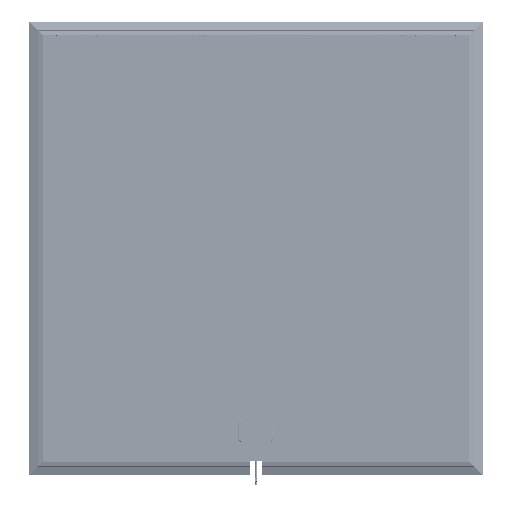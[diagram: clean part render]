
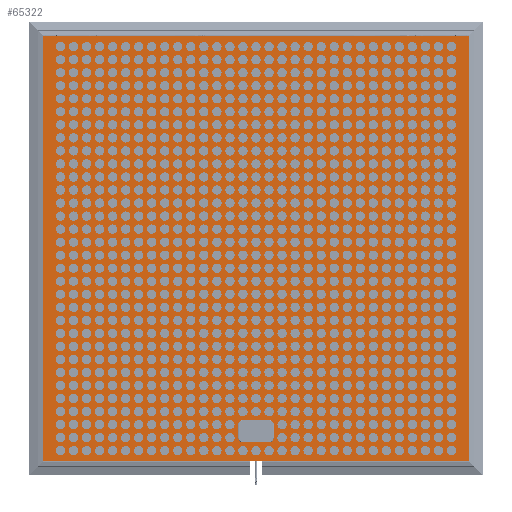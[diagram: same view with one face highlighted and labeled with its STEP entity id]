
A CAD part, front view. The second image highlights one B-rep face of the part: STEP entity #65322.
In plain terms, the highlighted planar face has unit normal (0, -1, 0).
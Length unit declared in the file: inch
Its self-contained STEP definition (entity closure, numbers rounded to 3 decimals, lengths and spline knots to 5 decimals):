
#327 = DIRECTION ( 'NONE',  ( 0., 0., 1. ) ) ;
#513 = ORIENTED_EDGE ( 'NONE', *, *, #14561, .F. ) ;
#5247 = LINE ( 'NONE', #18439, #20792 ) ;
#5914 = EDGE_LOOP ( 'NONE', ( #22683, #77895, #43595, #166999 ) ) ;
#11074 = CARTESIAN_POINT ( 'NONE',  ( 0., -0.47244, 0. ) ) ;
#13336 = ORIENTED_EDGE ( 'NONE', *, *, #86724, .F. ) ;
#13900 = VERTEX_POINT ( 'NONE', #96310 ) ;
#14561 = EDGE_CURVE ( 'NONE', #53428, #172506, #14662, .T. ) ;
#14662 = LINE ( 'NONE', #173412, #36147 ) ;
#16430 = VERTEX_POINT ( 'NONE', #58844 ) ;
#17565 = AXIS2_PLACEMENT_3D ( 'NONE', #27126, #99343, #127552 ) ;
#18439 = CARTESIAN_POINT ( 'NONE',  ( -17.99213, -0.47244, 17.99213 ) ) ;
#18815 = DIRECTION ( 'NONE',  ( 0., 0., -1. ) ) ;
#18874 = VECTOR ( 'NONE', #72188, 39.37008 ) ;
#19299 = VERTEX_POINT ( 'NONE', #101740 ) ;
#20100 = DIRECTION ( 'NONE',  ( 0., 0., -1. ) ) ;
#20792 = VECTOR ( 'NONE', #32498, 39.37008 ) ;
#22683 = ORIENTED_EDGE ( 'NONE', *, *, #30031, .T. ) ;
#26470 = EDGE_CURVE ( 'NONE', #19299, #87159, #169494, .T. ) ;
#27126 = CARTESIAN_POINT ( 'NONE',  ( -1.10236, -0.47244, -15.98425 ) ) ;
#29033 = CARTESIAN_POINT ( 'NONE',  ( 0., -0.47244, -16.37795 ) ) ;
#30031 = EDGE_CURVE ( 'NONE', #172072, #19299, #51327, .T. ) ;
#30346 = DIRECTION ( 'NONE',  ( -1., 0., 0. ) ) ;
#31090 = CIRCLE ( 'NONE', #93997, 0.3937 ) ;
#31613 = VERTEX_POINT ( 'NONE', #55723 ) ;
#32498 = DIRECTION ( 'NONE',  ( 0., 0., -1. ) ) ;
#35544 = ORIENTED_EDGE ( 'NONE', *, *, #92879, .F. ) ;
#36147 = VECTOR ( 'NONE', #128260, 39.37008 ) ;
#36761 = DIRECTION ( 'NONE',  ( 0., -1., 0. ) ) ;
#41613 = LINE ( 'NONE', #159095, #157932 ) ;
#41830 = ORIENTED_EDGE ( 'NONE', *, *, #174671, .F. ) ;
#42289 = LINE ( 'NONE', #89056, #18874 ) ;
#42516 = ORIENTED_EDGE ( 'NONE', *, *, #182225, .F. ) ;
#43595 = ORIENTED_EDGE ( 'NONE', *, *, #90992, .T. ) ;
#44192 = VERTEX_POINT ( 'NONE', #49346 ) ;
#49346 = CARTESIAN_POINT ( 'NONE',  ( -17.99213, -0.47244, 17.99213 ) ) ;
#51327 = LINE ( 'NONE', #123605, #93601 ) ;
#51913 = VECTOR ( 'NONE', #327, 39.37008 ) ;
#53428 = VERTEX_POINT ( 'NONE', #102899 ) ;
#55723 = CARTESIAN_POINT ( 'NONE',  ( -1.49606, -0.47244, -15.98425 ) ) ;
#56328 = EDGE_CURVE ( 'NONE', #116064, #119212, #42289, .T. ) ;
#58844 = CARTESIAN_POINT ( 'NONE',  ( -1.10236, -0.47244, -16.37795 ) ) ;
#60338 = DIRECTION ( 'NONE',  ( 0., 0., -1. ) ) ;
#62179 = AXIS2_PLACEMENT_3D ( 'NONE', #72512, #160073, #60338 ) ;
#63265 = ORIENTED_EDGE ( 'NONE', *, *, #161479, .F. ) ;
#64406 = DIRECTION ( 'NONE',  ( 1., 0., 0. ) ) ;
#65322 = ADVANCED_FACE ( 'NONE', ( #141688, #143575 ), #170814, .F. ) ;
#68074 = EDGE_CURVE ( 'NONE', #119212, #13900, #31090, .T. ) ;
#68907 = AXIS2_PLACEMENT_3D ( 'NONE', #11074, #125675, #182963 ) ;
#72188 = DIRECTION ( 'NONE',  ( -1., 0., 0. ) ) ;
#72512 = CARTESIAN_POINT ( 'NONE',  ( 1.10236, -0.47244, -15.98425 ) ) ;
#75316 = VECTOR ( 'NONE', #156826, 39.37008 ) ;
#77895 = ORIENTED_EDGE ( 'NONE', *, *, #26470, .T. ) ;
#80399 = CIRCLE ( 'NONE', #17565, 0.3937 ) ;
#86724 = EDGE_CURVE ( 'NONE', #172506, #116064, #89889, .T. ) ;
#87159 = VERTEX_POINT ( 'NONE', #178862 ) ;
#87305 = VERTEX_POINT ( 'NONE', #159988 ) ;
#89056 = CARTESIAN_POINT ( 'NONE',  ( 0., -0.47244, -14.48819 ) ) ;
#89889 = CIRCLE ( 'NONE', #132129, 0.3937 ) ;
#90992 = EDGE_CURVE ( 'NONE', #87159, #44192, #41613, .T. ) ;
#91252 = LINE ( 'NONE', #132741, #181302 ) ;
#92879 = EDGE_CURVE ( 'NONE', #87305, #53428, #119228, .T. ) ;
#93601 = VECTOR ( 'NONE', #64406, 39.37008 ) ;
#93997 = AXIS2_PLACEMENT_3D ( 'NONE', #104241, #107021, #18815 ) ;
#96310 = CARTESIAN_POINT ( 'NONE',  ( -1.49606, -0.47244, -14.88189 ) ) ;
#99343 = DIRECTION ( 'NONE',  ( 0., -1., 0. ) ) ;
#99378 = LINE ( 'NONE', #29033, #75316 ) ;
#101740 = CARTESIAN_POINT ( 'NONE',  ( 17.99213, -0.47244, -17.99213 ) ) ;
#102899 = CARTESIAN_POINT ( 'NONE',  ( 1.49606, -0.47244, -15.98425 ) ) ;
#104241 = CARTESIAN_POINT ( 'NONE',  ( -1.10236, -0.47244, -14.88189 ) ) ;
#105159 = ORIENTED_EDGE ( 'NONE', *, *, #56328, .F. ) ;
#107021 = DIRECTION ( 'NONE',  ( 0., -1., 0. ) ) ;
#113960 = CARTESIAN_POINT ( 'NONE',  ( 17.99213, -0.47244, 17.99213 ) ) ;
#116064 = VERTEX_POINT ( 'NONE', #117409 ) ;
#117409 = CARTESIAN_POINT ( 'NONE',  ( 1.10236, -0.47244, -14.48819 ) ) ;
#119212 = VERTEX_POINT ( 'NONE', #184134 ) ;
#119228 = CIRCLE ( 'NONE', #62179, 0.3937 ) ;
#121387 = EDGE_CURVE ( 'NONE', #44192, #172072, #5247, .T. ) ;
#122883 = EDGE_LOOP ( 'NONE', ( #105159, #13336, #513, #35544, #41830, #63265, #42516, #142157 ) ) ;
#123605 = CARTESIAN_POINT ( 'NONE',  ( 17.99213, -0.47244, -17.99213 ) ) ;
#125675 = DIRECTION ( 'NONE',  ( 0., 1., 0. ) ) ;
#126585 = CARTESIAN_POINT ( 'NONE',  ( -17.99213, -0.47244, -17.99213 ) ) ;
#127552 = DIRECTION ( 'NONE',  ( 0., 0., -1. ) ) ;
#128260 = DIRECTION ( 'NONE',  ( 0., 0., 1. ) ) ;
#132129 = AXIS2_PLACEMENT_3D ( 'NONE', #165520, #36761, #153284 ) ;
#132741 = CARTESIAN_POINT ( 'NONE',  ( -1.49606, -0.47244, 0. ) ) ;
#141688 = FACE_BOUND ( 'NONE', #122883, .T. ) ;
#142157 = ORIENTED_EDGE ( 'NONE', *, *, #68074, .F. ) ;
#143575 = FACE_OUTER_BOUND ( 'NONE', #5914, .T. ) ;
#153284 = DIRECTION ( 'NONE',  ( 0., 0., -1. ) ) ;
#156826 = DIRECTION ( 'NONE',  ( 1., 0., 0. ) ) ;
#157932 = VECTOR ( 'NONE', #30346, 39.37008 ) ;
#159095 = CARTESIAN_POINT ( 'NONE',  ( 17.99213, -0.47244, 17.99213 ) ) ;
#159988 = CARTESIAN_POINT ( 'NONE',  ( 1.10236, -0.47244, -16.37795 ) ) ;
#160073 = DIRECTION ( 'NONE',  ( 0., -1., 0. ) ) ;
#160828 = CARTESIAN_POINT ( 'NONE',  ( 1.49606, -0.47244, -14.88189 ) ) ;
#161479 = EDGE_CURVE ( 'NONE', #31613, #16430, #80399, .T. ) ;
#165520 = CARTESIAN_POINT ( 'NONE',  ( 1.10236, -0.47244, -14.88189 ) ) ;
#166999 = ORIENTED_EDGE ( 'NONE', *, *, #121387, .T. ) ;
#169494 = LINE ( 'NONE', #113960, #51913 ) ;
#170814 = PLANE ( 'NONE',  #68907 ) ;
#172072 = VERTEX_POINT ( 'NONE', #126585 ) ;
#172506 = VERTEX_POINT ( 'NONE', #160828 ) ;
#173412 = CARTESIAN_POINT ( 'NONE',  ( 1.49606, -0.47244, 0. ) ) ;
#174671 = EDGE_CURVE ( 'NONE', #16430, #87305, #99378, .T. ) ;
#178862 = CARTESIAN_POINT ( 'NONE',  ( 17.99213, -0.47244, 17.99213 ) ) ;
#181302 = VECTOR ( 'NONE', #20100, 39.37008 ) ;
#182225 = EDGE_CURVE ( 'NONE', #13900, #31613, #91252, .T. ) ;
#182963 = DIRECTION ( 'NONE',  ( 0., 0., -1. ) ) ;
#184134 = CARTESIAN_POINT ( 'NONE',  ( -1.10236, -0.47244, -14.48819 ) ) ;
